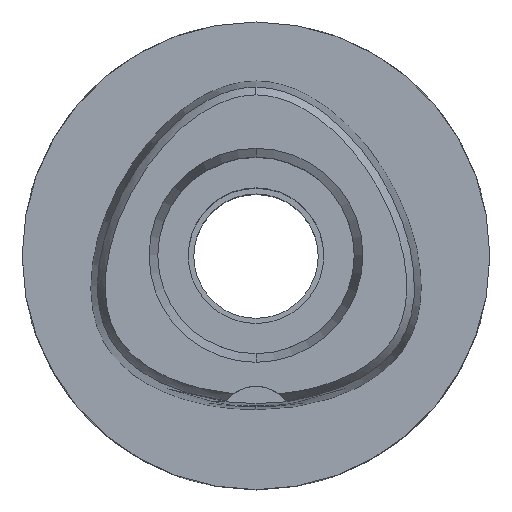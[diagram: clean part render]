
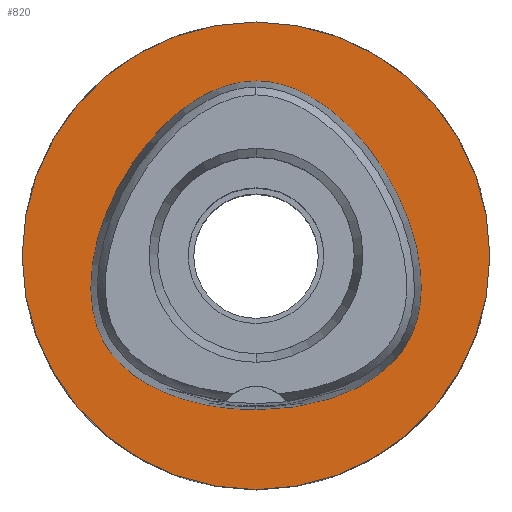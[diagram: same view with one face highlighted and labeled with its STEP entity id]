
A CAD part, top view. The second image highlights one B-rep face of the part: STEP entity #820.
In plain terms, the highlighted planar face has unit normal (0, 0, 1).
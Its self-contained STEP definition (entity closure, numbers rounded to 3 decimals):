
#159 = DIRECTION ( 'NONE',  ( 0., -1., 0. ) ) ;
#211 = CARTESIAN_POINT ( 'NONE',  ( 16.517, 3.703, 0. ) ) ;
#286 = CARTESIAN_POINT ( 'NONE',  ( -14.788, -11.282, 0. ) ) ;
#295 = CARTESIAN_POINT ( 'NONE',  ( 11.466, 12.452, 0. ) ) ;
#321 = ORIENTED_EDGE ( 'NONE', *, *, #4622, .F. ) ;
#404 = VERTEX_POINT ( 'NONE', #2058 ) ;
#417 = EDGE_LOOP ( 'NONE', ( #580, #321 ) ) ;
#559 = CARTESIAN_POINT ( 'NONE',  ( 16.206, -9.357, 0. ) ) ;
#578 = CARTESIAN_POINT ( 'NONE',  ( 13.507, -12.483, 0. ) ) ;
#580 = ORIENTED_EDGE ( 'NONE', *, *, #4655, .F. ) ;
#596 = CARTESIAN_POINT ( 'NONE',  ( -4.729, 17.735, 0. ) ) ;
#603 = CARTESIAN_POINT ( 'NONE',  ( 0.68, 18.695, 0. ) ) ;
#642 = FACE_OUTER_BOUND ( 'NONE', #417, .T. ) ;
#658 = CARTESIAN_POINT ( 'NONE',  ( 17.711, -3.269, 0. ) ) ;
#820 = ADVANCED_FACE ( 'NONE', ( #642, #1342 ), #2145, .F. ) ;
#941 = DIRECTION ( 'NONE',  ( 0., 0., -1. ) ) ;
#985 = CARTESIAN_POINT ( 'NONE',  ( -16.517, 3.703, 0. ) ) ;
#993 = CARTESIAN_POINT ( 'NONE',  ( 0., 18.695, 0. ) ) ;
#1040 = CARTESIAN_POINT ( 'NONE',  ( -2.041, 18.55, 0. ) ) ;
#1064 = CARTESIAN_POINT ( 'NONE',  ( 0., -16.455, 0. ) ) ;
#1272 = CARTESIAN_POINT ( 'NONE',  ( 0., 0., 0. ) ) ;
#1334 = CARTESIAN_POINT ( 'NONE',  ( 2.041, 18.55, 0. ) ) ;
#1342 = FACE_BOUND ( 'NONE', #1740, .T. ) ;
#1358 = CARTESIAN_POINT ( 'NONE',  ( 14.788, -11.282, 0. ) ) ;
#1401 = CARTESIAN_POINT ( 'NONE',  ( -13.507, -12.483, 0. ) ) ;
#1427 = CARTESIAN_POINT ( 'NONE',  ( -16.669, -8.446, 0. ) ) ;
#1481 = CIRCLE ( 'NONE', #2520, 25. ) ;
#1559 = B_SPLINE_CURVE_WITH_KNOTS ( 'NONE', 3,
 ( #3287, #3209, #1040, #596, #4026, #2891, #2107, #985, #2553, #2131, #2081, #1811, #1427, #1782, #4803, #286, #1401, #4720, #3605, #4051, #4451, #1064 ),
 .UNSPECIFIED., .F., .F.,
 ( 4, 1, 1, 1, 1, 1, 1, 1, 1, 1, 1, 1, 1, 1, 1, 1, 1, 1, 1, 4 ),
 ( 0., 0.042, 0.083, 0.167, 0.25, 0.333, 0.417, 0.5, 0.542, 0.583, 0.625, 0.646, 0.667, 0.688, 0.708, 0.75, 0.792, 0.833, 0.917, 1. ),
 .UNSPECIFIED. ) ;
#1681 = ORIENTED_EDGE ( 'NONE', *, *, #2993, .F. ) ;
#1740 = EDGE_LOOP ( 'NONE', ( #3952, #1681 ) ) ;
#1771 = DIRECTION ( 'NONE',  ( 0., -1., 0. ) ) ;
#1782 = CARTESIAN_POINT ( 'NONE',  ( -16.206, -9.357, 0. ) ) ;
#1811 = CARTESIAN_POINT ( 'NONE',  ( -17.165, -7.166, 0. ) ) ;
#1851 = B_SPLINE_CURVE_WITH_KNOTS ( 'NONE', 3,
 ( #2795, #2457, #3185, #3268, #4032, #578, #1358, #2161, #559, #3585, #2064, #3982, #658, #2085, #211, #3657, #295, #4295, #4374, #1334, #603, #993 ),
 .UNSPECIFIED., .F., .F.,
 ( 4, 1, 1, 1, 1, 1, 1, 1, 1, 1, 1, 1, 1, 1, 1, 1, 1, 1, 1, 4 ),
 ( 0., 0.083, 0.167, 0.208, 0.25, 0.292, 0.312, 0.333, 0.354, 0.375, 0.417, 0.458, 0.5, 0.583, 0.667, 0.75, 0.833, 0.917, 0.958, 1. ),
 .UNSPECIFIED. ) ;
#2058 = CARTESIAN_POINT ( 'NONE',  ( 0., -25., 0. ) ) ;
#2064 = CARTESIAN_POINT ( 'NONE',  ( 17.165, -7.166, 0. ) ) ;
#2081 = CARTESIAN_POINT ( 'NONE',  ( -17.564, -5.456, 0. ) ) ;
#2085 = CARTESIAN_POINT ( 'NONE',  ( 17.498, -0.229, 0. ) ) ;
#2107 = CARTESIAN_POINT ( 'NONE',  ( -14.38, 8.302, 0. ) ) ;
#2131 = CARTESIAN_POINT ( 'NONE',  ( -17.711, -3.269, 0. ) ) ;
#2145 = PLANE ( 'NONE',  #3748 ) ;
#2161 = CARTESIAN_POINT ( 'NONE',  ( 15.649, -10.213, 0. ) ) ;
#2282 = DIRECTION ( 'NONE',  ( 0., 0., -1. ) ) ;
#2457 = CARTESIAN_POINT ( 'NONE',  ( 1.684, -16.455, 0. ) ) ;
#2520 = AXIS2_PLACEMENT_3D ( 'NONE', #4290, #2282, #2817 ) ;
#2553 = CARTESIAN_POINT ( 'NONE',  ( -17.498, -0.229, 0. ) ) ;
#2580 = VERTEX_POINT ( 'NONE', #3591 ) ;
#2795 = CARTESIAN_POINT ( 'NONE',  ( 0., -16.455, 0. ) ) ;
#2817 = DIRECTION ( 'NONE',  ( 0., 1., 0. ) ) ;
#2891 = CARTESIAN_POINT ( 'NONE',  ( -11.466, 12.452, 0. ) ) ;
#2993 = EDGE_CURVE ( 'NONE', #4379, #2580, #1851, .T. ) ;
#3185 = CARTESIAN_POINT ( 'NONE',  ( 5.051, -16.156, 0. ) ) ;
#3209 = CARTESIAN_POINT ( 'NONE',  ( -0.68, 18.695, 0. ) ) ;
#3268 = CARTESIAN_POINT ( 'NONE',  ( 8.947, -15.039, 0. ) ) ;
#3287 = CARTESIAN_POINT ( 'NONE',  ( 0., 18.695, 0. ) ) ;
#3304 = AXIS2_PLACEMENT_3D ( 'NONE', #1272, #941, #159 ) ;
#3585 = CARTESIAN_POINT ( 'NONE',  ( 16.669, -8.446, 0. ) ) ;
#3591 = CARTESIAN_POINT ( 'NONE',  ( 0., 18.695, 0. ) ) ;
#3605 = CARTESIAN_POINT ( 'NONE',  ( -8.947, -15.039, 0. ) ) ;
#3641 = CARTESIAN_POINT ( 'NONE',  ( 0., 0., 0. ) ) ;
#3657 = CARTESIAN_POINT ( 'NONE',  ( 14.38, 8.302, 0. ) ) ;
#3748 = AXIS2_PLACEMENT_3D ( 'NONE', #3641, #4357, #1771 ) ;
#3952 = ORIENTED_EDGE ( 'NONE', *, *, #3961, .F. ) ;
#3961 = EDGE_CURVE ( 'NONE', #2580, #4379, #1559, .T. ) ;
#3982 = CARTESIAN_POINT ( 'NONE',  ( 17.564, -5.456, 0. ) ) ;
#4026 = CARTESIAN_POINT ( 'NONE',  ( -7.968, 15.831, 0. ) ) ;
#4032 = CARTESIAN_POINT ( 'NONE',  ( 11.687, -13.704, 0. ) ) ;
#4051 = CARTESIAN_POINT ( 'NONE',  ( -5.051, -16.156, 0. ) ) ;
#4095 = CIRCLE ( 'NONE', #3304, 25. ) ;
#4228 = CARTESIAN_POINT ( 'NONE',  ( 0., -16.455, 0. ) ) ;
#4290 = CARTESIAN_POINT ( 'NONE',  ( 0., 0., 0. ) ) ;
#4295 = CARTESIAN_POINT ( 'NONE',  ( 7.968, 15.831, 0. ) ) ;
#4343 = VERTEX_POINT ( 'NONE', #4494 ) ;
#4357 = DIRECTION ( 'NONE',  ( 0., 0., -1. ) ) ;
#4374 = CARTESIAN_POINT ( 'NONE',  ( 4.729, 17.735, 0. ) ) ;
#4379 = VERTEX_POINT ( 'NONE', #4228 ) ;
#4451 = CARTESIAN_POINT ( 'NONE',  ( -1.684, -16.455, 0. ) ) ;
#4494 = CARTESIAN_POINT ( 'NONE',  ( 0., 25., 0. ) ) ;
#4622 = EDGE_CURVE ( 'NONE', #404, #4343, #4095, .T. ) ;
#4655 = EDGE_CURVE ( 'NONE', #4343, #404, #1481, .T. ) ;
#4720 = CARTESIAN_POINT ( 'NONE',  ( -11.687, -13.704, 0. ) ) ;
#4803 = CARTESIAN_POINT ( 'NONE',  ( -15.649, -10.213, 0. ) ) ;
